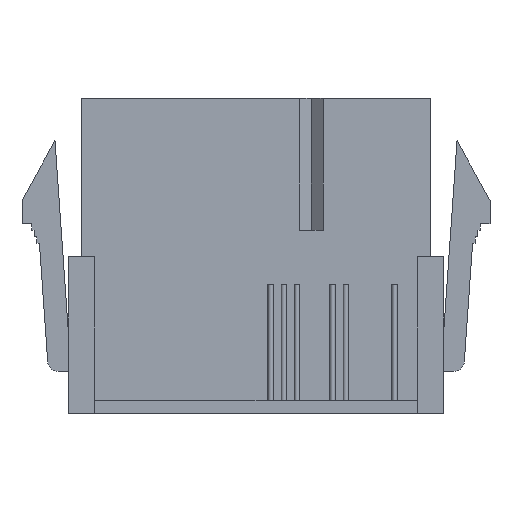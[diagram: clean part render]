
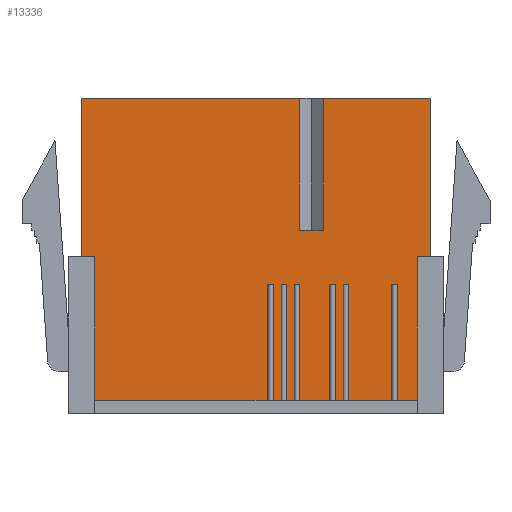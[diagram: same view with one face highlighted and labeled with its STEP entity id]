
A CAD part, front view. The second image highlights one B-rep face of the part: STEP entity #13336.
In plain terms, the highlighted planar face has unit normal (0, -1, 0).
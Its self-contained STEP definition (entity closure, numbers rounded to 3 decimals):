
#48=ORIENTED_EDGE('',*,*,#4012,.T.);
#49=ORIENTED_EDGE('',*,*,#4013,.F.);
#50=ORIENTED_EDGE('',*,*,#4014,.T.);
#51=ORIENTED_EDGE('',*,*,#4015,.T.);
#52=ORIENTED_EDGE('',*,*,#4016,.T.);
#53=ORIENTED_EDGE('',*,*,#4017,.F.);
#54=ORIENTED_EDGE('',*,*,#4018,.T.);
#55=ORIENTED_EDGE('',*,*,#4019,.T.);
#56=ORIENTED_EDGE('',*,*,#4020,.F.);
#57=ORIENTED_EDGE('',*,*,#4021,.F.);
#58=ORIENTED_EDGE('',*,*,#4022,.T.);
#59=ORIENTED_EDGE('',*,*,#4023,.T.);
#60=ORIENTED_EDGE('',*,*,#4024,.F.);
#61=ORIENTED_EDGE('',*,*,#4025,.F.);
#62=ORIENTED_EDGE('',*,*,#4026,.T.);
#63=ORIENTED_EDGE('',*,*,#4027,.T.);
#64=ORIENTED_EDGE('',*,*,#4028,.F.);
#65=ORIENTED_EDGE('',*,*,#4029,.F.);
#66=ORIENTED_EDGE('',*,*,#4030,.F.);
#67=ORIENTED_EDGE('',*,*,#4031,.T.);
#68=ORIENTED_EDGE('',*,*,#4032,.F.);
#69=ORIENTED_EDGE('',*,*,#4033,.F.);
#70=ORIENTED_EDGE('',*,*,#4034,.T.);
#71=ORIENTED_EDGE('',*,*,#4035,.T.);
#72=ORIENTED_EDGE('',*,*,#4036,.F.);
#73=ORIENTED_EDGE('',*,*,#4037,.F.);
#74=ORIENTED_EDGE('',*,*,#4038,.T.);
#75=ORIENTED_EDGE('',*,*,#4039,.T.);
#76=ORIENTED_EDGE('',*,*,#4040,.F.);
#77=ORIENTED_EDGE('',*,*,#4041,.F.);
#78=ORIENTED_EDGE('',*,*,#4042,.T.);
#79=ORIENTED_EDGE('',*,*,#4043,.T.);
#80=ORIENTED_EDGE('',*,*,#4044,.F.);
#81=ORIENTED_EDGE('',*,*,#4045,.F.);
#82=ORIENTED_EDGE('',*,*,#4046,.T.);
#83=ORIENTED_EDGE('',*,*,#4047,.T.);
#4012=EDGE_CURVE('',#5994,#5995,#7290,.T.);
#4013=EDGE_CURVE('',#5996,#5995,#7291,.T.);
#4014=EDGE_CURVE('',#5996,#5997,#7292,.T.);
#4015=EDGE_CURVE('',#5997,#5998,#7293,.T.);
#4016=EDGE_CURVE('',#5998,#5999,#7294,.T.);
#4017=EDGE_CURVE('',#6000,#5999,#7295,.T.);
#4018=EDGE_CURVE('',#6000,#6001,#7296,.T.);
#4019=EDGE_CURVE('',#6001,#6002,#7297,.T.);
#4020=EDGE_CURVE('',#6003,#6002,#7298,.T.);
#4021=EDGE_CURVE('',#6004,#6003,#7299,.T.);
#4022=EDGE_CURVE('',#6004,#6005,#7300,.T.);
#4023=EDGE_CURVE('',#6005,#6006,#7301,.T.);
#4024=EDGE_CURVE('',#6007,#6006,#7302,.T.);
#4025=EDGE_CURVE('',#6008,#6007,#7303,.T.);
#4026=EDGE_CURVE('',#6008,#6009,#7304,.T.);
#4027=EDGE_CURVE('',#6009,#6010,#7305,.T.);
#4028=EDGE_CURVE('',#6011,#6010,#7306,.T.);
#4029=EDGE_CURVE('',#6012,#6011,#7307,.T.);
#4030=EDGE_CURVE('',#6013,#6012,#7308,.T.);
#4031=EDGE_CURVE('',#6013,#6014,#7309,.T.);
#4032=EDGE_CURVE('',#6015,#6014,#7310,.T.);
#4033=EDGE_CURVE('',#6016,#6015,#7311,.T.);
#4034=EDGE_CURVE('',#6016,#6017,#7312,.T.);
#4035=EDGE_CURVE('',#6017,#6018,#7313,.T.);
#4036=EDGE_CURVE('',#6019,#6018,#7314,.T.);
#4037=EDGE_CURVE('',#6020,#6019,#7315,.T.);
#4038=EDGE_CURVE('',#6020,#6021,#7316,.T.);
#4039=EDGE_CURVE('',#6021,#6022,#7317,.T.);
#4040=EDGE_CURVE('',#6023,#6022,#7318,.T.);
#4041=EDGE_CURVE('',#6024,#6023,#7319,.T.);
#4042=EDGE_CURVE('',#6024,#6025,#7320,.T.);
#4043=EDGE_CURVE('',#6025,#6026,#7321,.T.);
#4044=EDGE_CURVE('',#6027,#6026,#7322,.T.);
#4045=EDGE_CURVE('',#6028,#6027,#7323,.T.);
#4046=EDGE_CURVE('',#6028,#6029,#7324,.T.);
#4047=EDGE_CURVE('',#6029,#5994,#7325,.T.);
#5994=VERTEX_POINT('',#18133);
#5995=VERTEX_POINT('',#18134);
#5996=VERTEX_POINT('',#18136);
#5997=VERTEX_POINT('',#18138);
#5998=VERTEX_POINT('',#18140);
#5999=VERTEX_POINT('',#18142);
#6000=VERTEX_POINT('',#18144);
#6001=VERTEX_POINT('',#18146);
#6002=VERTEX_POINT('',#18148);
#6003=VERTEX_POINT('',#18150);
#6004=VERTEX_POINT('',#18152);
#6005=VERTEX_POINT('',#18154);
#6006=VERTEX_POINT('',#18156);
#6007=VERTEX_POINT('',#18158);
#6008=VERTEX_POINT('',#18160);
#6009=VERTEX_POINT('',#18162);
#6010=VERTEX_POINT('',#18164);
#6011=VERTEX_POINT('',#18166);
#6012=VERTEX_POINT('',#18168);
#6013=VERTEX_POINT('',#18170);
#6014=VERTEX_POINT('',#18172);
#6015=VERTEX_POINT('',#18174);
#6016=VERTEX_POINT('',#18176);
#6017=VERTEX_POINT('',#18178);
#6018=VERTEX_POINT('',#18180);
#6019=VERTEX_POINT('',#18182);
#6020=VERTEX_POINT('',#18184);
#6021=VERTEX_POINT('',#18186);
#6022=VERTEX_POINT('',#18188);
#6023=VERTEX_POINT('',#18190);
#6024=VERTEX_POINT('',#18192);
#6025=VERTEX_POINT('',#18194);
#6026=VERTEX_POINT('',#18196);
#6027=VERTEX_POINT('',#18198);
#6028=VERTEX_POINT('',#18200);
#6029=VERTEX_POINT('',#18202);
#7290=LINE('',#18132,#9256);
#7291=LINE('',#18135,#9257);
#7292=LINE('',#18137,#9258);
#7293=LINE('',#18139,#9259);
#7294=LINE('',#18141,#9260);
#7295=LINE('',#18143,#9261);
#7296=LINE('',#18145,#9262);
#7297=LINE('',#18147,#9263);
#7298=LINE('',#18149,#9264);
#7299=LINE('',#18151,#9265);
#7300=LINE('',#18153,#9266);
#7301=LINE('',#18155,#9267);
#7302=LINE('',#18157,#9268);
#7303=LINE('',#18159,#9269);
#7304=LINE('',#18161,#9270);
#7305=LINE('',#18163,#9271);
#7306=LINE('',#18165,#9272);
#7307=LINE('',#18167,#9273);
#7308=LINE('',#18169,#9274);
#7309=LINE('',#18171,#9275);
#7310=LINE('',#18173,#9276);
#7311=LINE('',#18175,#9277);
#7312=LINE('',#18177,#9278);
#7313=LINE('',#18179,#9279);
#7314=LINE('',#18181,#9280);
#7315=LINE('',#18183,#9281);
#7316=LINE('',#18185,#9282);
#7317=LINE('',#18187,#9283);
#7318=LINE('',#18189,#9284);
#7319=LINE('',#18191,#9285);
#7320=LINE('',#18193,#9286);
#7321=LINE('',#18195,#9287);
#7322=LINE('',#18197,#9288);
#7323=LINE('',#18199,#9289);
#7324=LINE('',#18201,#9290);
#7325=LINE('',#18203,#9291);
#9256=VECTOR('',#14752,1000.);
#9257=VECTOR('',#14753,1000.);
#9258=VECTOR('',#14754,1000.);
#9259=VECTOR('',#14755,1000.);
#9260=VECTOR('',#14756,1000.);
#9261=VECTOR('',#14757,1000.);
#9262=VECTOR('',#14758,1000.);
#9263=VECTOR('',#14759,1000.);
#9264=VECTOR('',#14760,1000.);
#9265=VECTOR('',#14761,1000.);
#9266=VECTOR('',#14762,1000.);
#9267=VECTOR('',#14763,1000.);
#9268=VECTOR('',#14764,1000.);
#9269=VECTOR('',#14765,1000.);
#9270=VECTOR('',#14766,1000.);
#9271=VECTOR('',#14767,1000.);
#9272=VECTOR('',#14768,1000.);
#9273=VECTOR('',#14769,1000.);
#9274=VECTOR('',#14770,1000.);
#9275=VECTOR('',#14771,1000.);
#9276=VECTOR('',#14772,1000.);
#9277=VECTOR('',#14773,1000.);
#9278=VECTOR('',#14774,1000.);
#9279=VECTOR('',#14775,1000.);
#9280=VECTOR('',#14776,1000.);
#9281=VECTOR('',#14777,1000.);
#9282=VECTOR('',#14778,1000.);
#9283=VECTOR('',#14779,1000.);
#9284=VECTOR('',#14780,1000.);
#9285=VECTOR('',#14781,1000.);
#9286=VECTOR('',#14782,1000.);
#9287=VECTOR('',#14783,1000.);
#9288=VECTOR('',#14784,1000.);
#9289=VECTOR('',#14785,1000.);
#9290=VECTOR('',#14786,1000.);
#9291=VECTOR('',#14787,1000.);
#11222=EDGE_LOOP('',(#48,#49,#50,#51,#52,#53,#54,#55,#56,#57,#58,#59,#60,
#61,#62,#63,#64,#65,#66,#67,#68,#69,#70,#71,#72,#73,#74,#75,#76,#77,#78,
#79,#80,#81,#82,#83));
#11938=FACE_BOUND('',#11222,.T.);
#12654=PLANE('',#14041);
#13336=ADVANCED_FACE('',(#11938),#12654,.T.);
#14041=AXIS2_PLACEMENT_3D('',#18131,#14750,#14751);
#14750=DIRECTION('',(0.,-1.,0.));
#14751=DIRECTION('',(0.,0.,-1.));
#14752=DIRECTION('',(-1.,0.,0.));
#14753=DIRECTION('',(0.,0.,1.));
#14754=DIRECTION('',(-1.,0.,0.));
#14755=DIRECTION('',(0.,0.,1.));
#14756=DIRECTION('',(-1.,0.,0.));
#14757=DIRECTION('',(0.,0.,1.));
#14758=DIRECTION('',(1.,0.,0.));
#14759=DIRECTION('',(0.,0.,-1.));
#14760=DIRECTION('',(-1.,0.,0.));
#14761=DIRECTION('',(0.,0.,-1.));
#14762=DIRECTION('',(1.,0.,0.));
#14763=DIRECTION('',(0.,0.,-1.));
#14764=DIRECTION('',(-1.,0.,0.));
#14765=DIRECTION('',(0.,0.,-1.));
#14766=DIRECTION('',(1.,0.,0.));
#14767=DIRECTION('',(0.,0.,-1.));
#14768=DIRECTION('',(-1.,0.,0.));
#14769=DIRECTION('',(0.,0.,-1.));
#14770=DIRECTION('',(-1.,0.,0.));
#14771=DIRECTION('',(0.,0.,-1.));
#14772=DIRECTION('',(-1.,0.,0.));
#14773=DIRECTION('',(0.,0.,-1.));
#14774=DIRECTION('',(1.,0.,0.));
#14775=DIRECTION('',(0.,0.,-1.));
#14776=DIRECTION('',(-1.,0.,0.));
#14777=DIRECTION('',(0.,0.,-1.));
#14778=DIRECTION('',(1.,0.,0.));
#14779=DIRECTION('',(0.,0.,-1.));
#14780=DIRECTION('',(-1.,0.,0.));
#14781=DIRECTION('',(0.,0.,-1.));
#14782=DIRECTION('',(1.,0.,0.));
#14783=DIRECTION('',(0.,0.,-1.));
#14784=DIRECTION('',(-1.,0.,0.));
#14785=DIRECTION('',(0.,0.,-1.));
#14786=DIRECTION('',(1.,0.,0.));
#14787=DIRECTION('',(0.,0.,1.));
#18131=CARTESIAN_POINT('',(13.25,-4.8,-11.95));
#18132=CARTESIAN_POINT('',(13.25,-4.8,11.95));
#18133=CARTESIAN_POINT('',(13.25,-4.8,11.95));
#18134=CARTESIAN_POINT('',(5.1,-4.8,11.95));
#18135=CARTESIAN_POINT('',(5.1,-4.8,1.95));
#18136=CARTESIAN_POINT('',(5.1,-4.8,1.95));
#18137=CARTESIAN_POINT('',(5.1,-4.8,1.95));
#18138=CARTESIAN_POINT('',(3.3,-4.8,1.95));
#18139=CARTESIAN_POINT('',(3.3,-4.8,1.95));
#18140=CARTESIAN_POINT('',(3.3,-4.8,11.95));
#18141=CARTESIAN_POINT('',(13.25,-4.8,11.95));
#18142=CARTESIAN_POINT('',(-13.25,-4.8,11.95));
#18143=CARTESIAN_POINT('',(-13.25,-4.8,-11.95));
#18144=CARTESIAN_POINT('',(-13.25,-4.8,-0.05));
#18145=CARTESIAN_POINT('',(-13.25,-4.8,-0.05));
#18146=CARTESIAN_POINT('',(-12.25,-4.8,-0.05));
#18147=CARTESIAN_POINT('',(-12.25,-4.8,-0.05));
#18148=CARTESIAN_POINT('',(-12.25,-4.8,-10.95));
#18149=CARTESIAN_POINT('',(12.25,-4.8,-10.95));
#18150=CARTESIAN_POINT('',(0.901,-4.8,-10.95));
#18151=CARTESIAN_POINT('',(0.901,-4.8,-2.15));
#18152=CARTESIAN_POINT('',(0.901,-4.8,-2.15));
#18153=CARTESIAN_POINT('',(1.301,-4.8,-2.15));
#18154=CARTESIAN_POINT('',(1.301,-4.8,-2.15));
#18155=CARTESIAN_POINT('',(1.301,-4.8,-2.15));
#18156=CARTESIAN_POINT('',(1.301,-4.8,-10.95));
#18157=CARTESIAN_POINT('',(12.25,-4.8,-10.95));
#18158=CARTESIAN_POINT('',(1.901,-4.8,-10.95));
#18159=CARTESIAN_POINT('',(1.901,-4.8,-2.15));
#18160=CARTESIAN_POINT('',(1.901,-4.8,-2.15));
#18161=CARTESIAN_POINT('',(1.901,-4.8,-2.15));
#18162=CARTESIAN_POINT('',(2.301,-4.8,-2.15));
#18163=CARTESIAN_POINT('',(2.301,-4.8,-2.15));
#18164=CARTESIAN_POINT('',(2.301,-4.8,-10.95));
#18165=CARTESIAN_POINT('',(12.25,-4.8,-10.95));
#18166=CARTESIAN_POINT('',(2.901,-4.8,-10.95));
#18167=CARTESIAN_POINT('',(2.901,-4.8,-2.15));
#18168=CARTESIAN_POINT('',(2.901,-4.8,-2.15));
#18169=CARTESIAN_POINT('',(3.301,-4.8,-2.15));
#18170=CARTESIAN_POINT('',(3.301,-4.8,-2.15));
#18171=CARTESIAN_POINT('',(3.301,-4.8,-2.15));
#18172=CARTESIAN_POINT('',(3.301,-4.8,-10.95));
#18173=CARTESIAN_POINT('',(12.25,-4.8,-10.95));
#18174=CARTESIAN_POINT('',(5.6,-4.8,-10.95));
#18175=CARTESIAN_POINT('',(5.6,-4.8,-2.15));
#18176=CARTESIAN_POINT('',(5.6,-4.8,-2.15));
#18177=CARTESIAN_POINT('',(6.,-4.8,-2.15));
#18178=CARTESIAN_POINT('',(6.,-4.8,-2.15));
#18179=CARTESIAN_POINT('',(6.,-4.8,-2.15));
#18180=CARTESIAN_POINT('',(6.,-4.8,-10.95));
#18181=CARTESIAN_POINT('',(12.25,-4.8,-10.95));
#18182=CARTESIAN_POINT('',(6.6,-4.8,-10.95));
#18183=CARTESIAN_POINT('',(6.6,-4.8,-2.15));
#18184=CARTESIAN_POINT('',(6.6,-4.8,-2.15));
#18185=CARTESIAN_POINT('',(6.6,-4.8,-2.15));
#18186=CARTESIAN_POINT('',(7.,-4.8,-2.15));
#18187=CARTESIAN_POINT('',(7.,-4.8,-2.15));
#18188=CARTESIAN_POINT('',(7.,-4.8,-10.95));
#18189=CARTESIAN_POINT('',(12.25,-4.8,-10.95));
#18190=CARTESIAN_POINT('',(10.3,-4.8,-10.95));
#18191=CARTESIAN_POINT('',(10.3,-4.8,-2.15));
#18192=CARTESIAN_POINT('',(10.3,-4.8,-2.15));
#18193=CARTESIAN_POINT('',(10.7,-4.8,-2.15));
#18194=CARTESIAN_POINT('',(10.7,-4.8,-2.15));
#18195=CARTESIAN_POINT('',(10.7,-4.8,-2.15));
#18196=CARTESIAN_POINT('',(10.7,-4.8,-10.95));
#18197=CARTESIAN_POINT('',(12.25,-4.8,-10.95));
#18198=CARTESIAN_POINT('',(12.25,-4.8,-10.95));
#18199=CARTESIAN_POINT('',(12.25,-4.8,-0.05));
#18200=CARTESIAN_POINT('',(12.25,-4.8,-0.05));
#18201=CARTESIAN_POINT('',(12.25,-4.8,-0.05));
#18202=CARTESIAN_POINT('',(13.25,-4.8,-0.05));
#18203=CARTESIAN_POINT('',(13.25,-4.8,-11.95));
